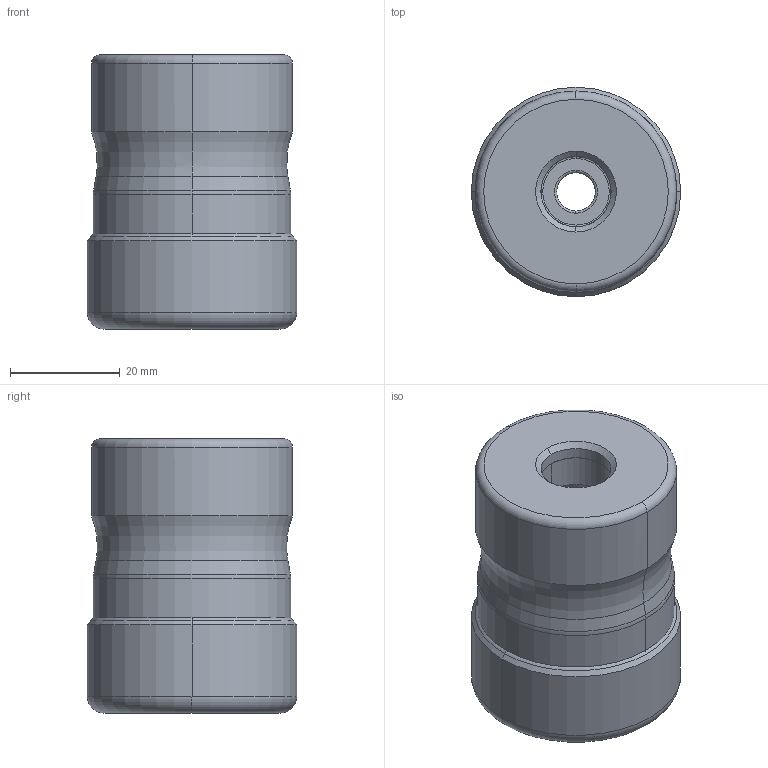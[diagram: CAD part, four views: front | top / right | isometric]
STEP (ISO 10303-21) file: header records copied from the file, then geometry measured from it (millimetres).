
FILE_DESCRIPTION(/* description */ (''),/* implementation_level */ '2;1');
FILE_NAME(/* name */ 'AXD4000UR1503A_IR0_118.stp',/* time_stamp */ '2023-03-30T13:06:12+09:00',/* author */ (''),/* organization */ (''),/* preprocessor_version */ 'ST-DEVELOPER v16',/* originating_system */ 'SIEMENS PLM Software NX 10.0',/* authorisation */ '');
FILE_SCHEMA (('AUTOMOTIVE_DESIGN { 1 0 10303 214 3 1 1 1 }'));
Length unit declared in the file: millimetre
Products named in the file (1): AXD4000UR1503A_IR0_118_ASM
Bounding box: 38.1 x 38.1 x 49.86 mm (x, y, z)
Volume: 59062.3 mm3; surface area: 13401.1 mm2
Topology: 2 solids, 2 shells, 84 faces, 208 edges, 147 vertices
Faces by surface type: torus 32, cone 28, cylinder 16, plane 8
Entity records: 2679 total; most frequent: DIRECTION 548, CARTESIAN_POINT 419, ORIENTED_EDGE 388, AXIS2_PLACEMENT_3D 248, EDGE_CURVE 194, CIRCLE 156, VERTEX_POINT 118, EDGE_LOOP 92
